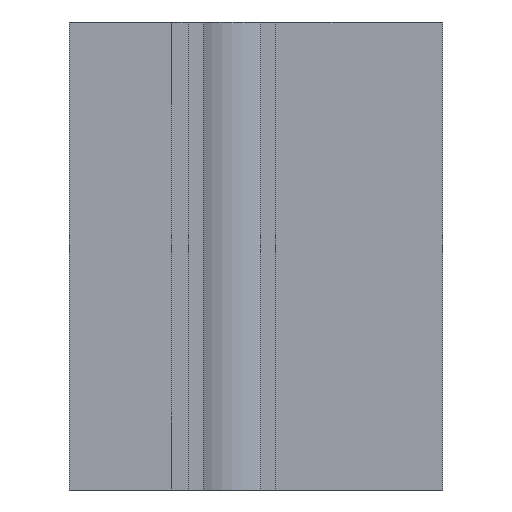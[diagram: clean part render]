
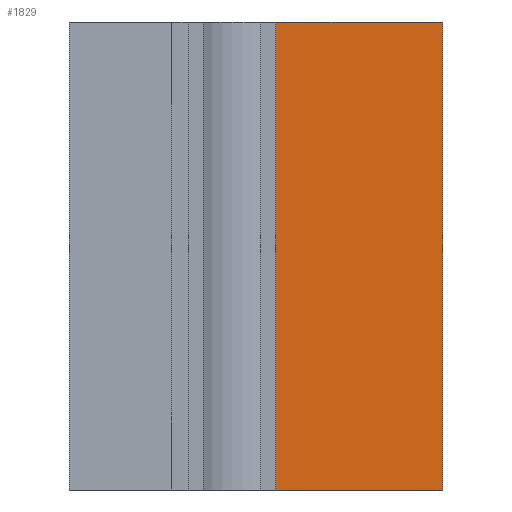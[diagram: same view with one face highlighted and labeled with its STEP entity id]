
A CAD part, left-side view. The second image highlights one B-rep face of the part: STEP entity #1829.
In plain terms, the highlighted planar face has unit normal (-1, 0, 0).
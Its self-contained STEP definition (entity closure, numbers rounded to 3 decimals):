
#43=PLANE('',#1969);
#274=ORIENTED_EDGE('',*,*,#755,.T.);
#275=ORIENTED_EDGE('',*,*,#756,.F.);
#276=ORIENTED_EDGE('',*,*,#757,.F.);
#277=ORIENTED_EDGE('',*,*,#753,.T.);
#753=EDGE_CURVE('',#987,#986,#1165,.T.);
#755=EDGE_CURVE('',#986,#988,#1167,.T.);
#756=EDGE_CURVE('',#989,#988,#1168,.T.);
#757=EDGE_CURVE('',#987,#989,#1169,.T.);
#986=VERTEX_POINT('',#2854);
#987=VERTEX_POINT('',#2856);
#988=VERTEX_POINT('',#2860);
#989=VERTEX_POINT('',#2862);
#1165=LINE('',#2855,#1301);
#1167=LINE('',#2859,#1303);
#1168=LINE('',#2861,#1304);
#1169=LINE('',#2863,#1305);
#1301=VECTOR('',#2259,1000.);
#1303=VECTOR('',#2263,1000.);
#1304=VECTOR('',#2264,1000.);
#1305=VECTOR('',#2265,1000.);
#1414=EDGE_LOOP('',(#274,#275,#276,#277));
#1596=FACE_BOUND('',#1414,.T.);
#1829=ADVANCED_FACE('',(#1596),#43,.F.);
#1969=AXIS2_PLACEMENT_3D('',#2858,#2261,#2262);
#2259=DIRECTION('',(0.,0.,-1.));
#2261=DIRECTION('',(1.,0.,0.));
#2262=DIRECTION('',(0.,0.,-1.));
#2263=DIRECTION('',(0.,-1.,0.));
#2264=DIRECTION('',(0.,0.,-1.));
#2265=DIRECTION('',(0.,-1.,0.));
#2854=CARTESIAN_POINT('',(-68.4,13.55,0.));
#2855=CARTESIAN_POINT('',(-68.4,13.55,38.));
#2856=CARTESIAN_POINT('',(-68.4,13.55,38.));
#2858=CARTESIAN_POINT('',(-68.4,13.55,38.));
#2859=CARTESIAN_POINT('',(-68.4,13.55,0.));
#2860=CARTESIAN_POINT('',(-68.4,0.,0.));
#2861=CARTESIAN_POINT('',(-68.4,0.,38.));
#2862=CARTESIAN_POINT('',(-68.4,0.,38.));
#2863=CARTESIAN_POINT('',(-68.4,13.55,38.));
